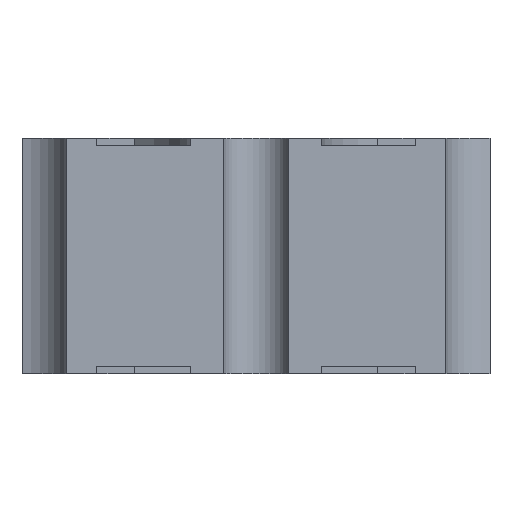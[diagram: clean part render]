
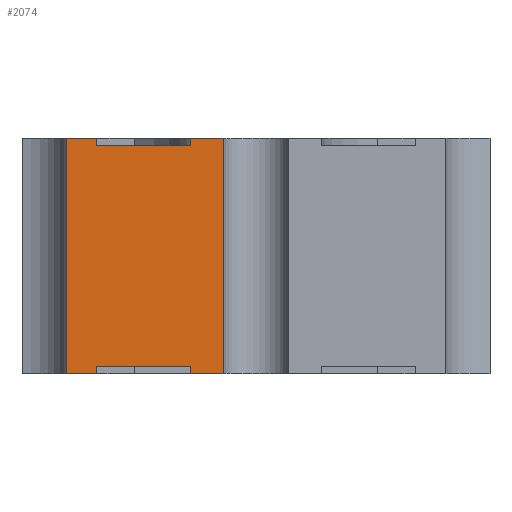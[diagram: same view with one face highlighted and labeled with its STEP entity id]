
A CAD part, left-side view. The second image highlights one B-rep face of the part: STEP entity #2074.
In plain terms, the highlighted planar face has unit normal (-1, 0, 0).
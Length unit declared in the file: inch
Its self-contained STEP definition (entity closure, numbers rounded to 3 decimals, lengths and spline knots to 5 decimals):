
#5 = EDGE_CURVE ( 'NONE', #3995, #5043, #3501, .T. ) ;
#31 = ORIENTED_EDGE ( 'NONE', *, *, #5, .T. ) ;
#33 = DIRECTION ( 'NONE',  ( 0., 0., 1. ) ) ;
#39 = CARTESIAN_POINT ( 'NONE',  ( -0.1, 0.0175, 0.061 ) ) ;
#108 = VECTOR ( 'NONE', #33, 39.37008 ) ;
#156 = DIRECTION ( 'NONE',  ( 0., 0., -1. ) ) ;
#180 = PLANE ( 'NONE',  #2427 ) ;
#233 = CARTESIAN_POINT ( 'NONE',  ( -0.1, 0.05072, 0.002 ) ) ;
#240 = LINE ( 'NONE', #1648, #6672 ) ;
#342 = VERTEX_POINT ( 'NONE', #4665 ) ;
#354 = ORIENTED_EDGE ( 'NONE', *, *, #6118, .T. ) ;
#719 = EDGE_CURVE ( 'NONE', #1944, #1191, #3330, .T. ) ;
#1086 = DIRECTION ( 'NONE',  ( 0., 0., 1. ) ) ;
#1133 = VERTEX_POINT ( 'NONE', #5383 ) ;
#1191 = VERTEX_POINT ( 'NONE', #2275 ) ;
#1245 = CARTESIAN_POINT ( 'NONE',  ( -0.1, 0.00865, 0. ) ) ;
#1429 = VECTOR ( 'NONE', #1550, 39.37008 ) ;
#1550 = DIRECTION ( 'NONE',  ( 0., 0., -1. ) ) ;
#1640 = LINE ( 'NONE', #233, #1429 ) ;
#1648 = CARTESIAN_POINT ( 'NONE',  ( -0.1, 0.0175, 0.002 ) ) ;
#1809 = VECTOR ( 'NONE', #6733, 39.37008 ) ;
#1913 = EDGE_LOOP ( 'NONE', ( #6724, #8620, #4967, #31, #6046, #7464, #6852, #8085, #354, #2981, #7906, #8218 ) ) ;
#1944 = VERTEX_POINT ( 'NONE', #39 ) ;
#2074 = ADVANCED_FACE ( 'NONE', ( #6423 ), #180, .F. ) ;
#2214 = EDGE_CURVE ( 'NONE', #3135, #342, #6544, .T. ) ;
#2275 = CARTESIAN_POINT ( 'NONE',  ( -0.1, 0.0175, 0.063 ) ) ;
#2321 = VECTOR ( 'NONE', #4924, 39.37008 ) ;
#2427 = AXIS2_PLACEMENT_3D ( 'NONE', #3476, #7632, #4234 ) ;
#2528 = CARTESIAN_POINT ( 'NONE',  ( -0.1, 0.0425, 0.061 ) ) ;
#2849 = LINE ( 'NONE', #3555, #5547 ) ;
#2966 = CARTESIAN_POINT ( 'NONE',  ( -0.1, 0.0175, 0.002 ) ) ;
#2981 = ORIENTED_EDGE ( 'NONE', *, *, #8104, .T. ) ;
#3135 = VERTEX_POINT ( 'NONE', #3244 ) ;
#3239 = EDGE_CURVE ( 'NONE', #5043, #3135, #1640, .T. ) ;
#3244 = CARTESIAN_POINT ( 'NONE',  ( -0.1, 0.05072, 0. ) ) ;
#3270 = CARTESIAN_POINT ( 'NONE',  ( -0.1, 0.0425, 0.002 ) ) ;
#3330 = LINE ( 'NONE', #3948, #108 ) ;
#3476 = CARTESIAN_POINT ( 'NONE',  ( -0.1, 0.00865, 0.002 ) ) ;
#3501 = LINE ( 'NONE', #6096, #5859 ) ;
#3555 = CARTESIAN_POINT ( 'NONE',  ( -0.1, -0.065, 0.061 ) ) ;
#3603 = LINE ( 'NONE', #6299, #7415 ) ;
#3681 = VERTEX_POINT ( 'NONE', #1245 ) ;
#3700 = VERTEX_POINT ( 'NONE', #2528 ) ;
#3933 = CARTESIAN_POINT ( 'NONE',  ( -0.1, 0.00865, 0. ) ) ;
#3942 = EDGE_CURVE ( 'NONE', #7156, #3681, #6990, .T. ) ;
#3948 = CARTESIAN_POINT ( 'NONE',  ( -0.1, 0.0175, 0.061 ) ) ;
#3995 = VERTEX_POINT ( 'NONE', #4378 ) ;
#4123 = CARTESIAN_POINT ( 'NONE',  ( -0.1, 0.0425, 0.002 ) ) ;
#4234 = DIRECTION ( 'NONE',  ( 0., 0., -1. ) ) ;
#4291 = EDGE_CURVE ( 'NONE', #7833, #1133, #240, .T. ) ;
#4378 = CARTESIAN_POINT ( 'NONE',  ( -0.1, 0.0425, 0.063 ) ) ;
#4655 = CARTESIAN_POINT ( 'NONE',  ( -0.1, 0.05072, 0.063 ) ) ;
#4665 = CARTESIAN_POINT ( 'NONE',  ( -0.1, 0.0425, 0. ) ) ;
#4924 = DIRECTION ( 'NONE',  ( 0., 0., -1. ) ) ;
#4963 = CARTESIAN_POINT ( 'NONE',  ( -0.1, 0.00865, 0.002 ) ) ;
#4967 = ORIENTED_EDGE ( 'NONE', *, *, #7038, .T. ) ;
#4991 = EDGE_CURVE ( 'NONE', #7156, #1191, #6555, .T. ) ;
#5043 = VERTEX_POINT ( 'NONE', #4655 ) ;
#5383 = CARTESIAN_POINT ( 'NONE',  ( -0.1, 0.0175, 0.002 ) ) ;
#5428 = VERTEX_POINT ( 'NONE', #7177 ) ;
#5510 = EDGE_CURVE ( 'NONE', #7833, #342, #6625, .T. ) ;
#5547 = VECTOR ( 'NONE', #6248, 39.37008 ) ;
#5659 = LINE ( 'NONE', #2966, #5836 ) ;
#5836 = VECTOR ( 'NONE', #156, 39.37008 ) ;
#5859 = VECTOR ( 'NONE', #6945, 39.37008 ) ;
#5972 = DIRECTION ( 'NONE',  ( 0., 0., -1. ) ) ;
#6046 = ORIENTED_EDGE ( 'NONE', *, *, #3239, .T. ) ;
#6096 = CARTESIAN_POINT ( 'NONE',  ( -0.1, -0.065, 0.063 ) ) ;
#6118 = EDGE_CURVE ( 'NONE', #1133, #5428, #5659, .T. ) ;
#6248 = DIRECTION ( 'NONE',  ( 0., 1., 0. ) ) ;
#6299 = CARTESIAN_POINT ( 'NONE',  ( -0.1, 0.0425, 0.061 ) ) ;
#6318 = DIRECTION ( 'NONE',  ( 0., -1., 0. ) ) ;
#6397 = VECTOR ( 'NONE', #5972, 39.37008 ) ;
#6423 = FACE_OUTER_BOUND ( 'NONE', #1913, .T. ) ;
#6544 = LINE ( 'NONE', #3933, #8009 ) ;
#6555 = LINE ( 'NONE', #6596, #1809 ) ;
#6596 = CARTESIAN_POINT ( 'NONE',  ( -0.1, -0.065, 0.063 ) ) ;
#6620 = DIRECTION ( 'NONE',  ( 0., -1., 0. ) ) ;
#6625 = LINE ( 'NONE', #3270, #6397 ) ;
#6672 = VECTOR ( 'NONE', #7685, 39.37008 ) ;
#6724 = ORIENTED_EDGE ( 'NONE', *, *, #719, .F. ) ;
#6733 = DIRECTION ( 'NONE',  ( 0., 1., 0. ) ) ;
#6852 = ORIENTED_EDGE ( 'NONE', *, *, #5510, .F. ) ;
#6890 = LINE ( 'NONE', #8260, #8515 ) ;
#6945 = DIRECTION ( 'NONE',  ( 0., 1., 0. ) ) ;
#6990 = LINE ( 'NONE', #4963, #2321 ) ;
#7038 = EDGE_CURVE ( 'NONE', #3700, #3995, #3603, .T. ) ;
#7156 = VERTEX_POINT ( 'NONE', #7486 ) ;
#7177 = CARTESIAN_POINT ( 'NONE',  ( -0.1, 0.0175, 0. ) ) ;
#7415 = VECTOR ( 'NONE', #1086, 39.37008 ) ;
#7464 = ORIENTED_EDGE ( 'NONE', *, *, #2214, .T. ) ;
#7486 = CARTESIAN_POINT ( 'NONE',  ( -0.1, 0.00865, 0.063 ) ) ;
#7632 = DIRECTION ( 'NONE',  ( 1., 0., 0. ) ) ;
#7685 = DIRECTION ( 'NONE',  ( 0., -1., 0. ) ) ;
#7791 = EDGE_CURVE ( 'NONE', #1944, #3700, #2849, .T. ) ;
#7833 = VERTEX_POINT ( 'NONE', #4123 ) ;
#7906 = ORIENTED_EDGE ( 'NONE', *, *, #3942, .F. ) ;
#8009 = VECTOR ( 'NONE', #6620, 39.37008 ) ;
#8085 = ORIENTED_EDGE ( 'NONE', *, *, #4291, .T. ) ;
#8104 = EDGE_CURVE ( 'NONE', #5428, #3681, #6890, .T. ) ;
#8218 = ORIENTED_EDGE ( 'NONE', *, *, #4991, .T. ) ;
#8260 = CARTESIAN_POINT ( 'NONE',  ( -0.1, 0.00865, 0. ) ) ;
#8515 = VECTOR ( 'NONE', #6318, 39.37008 ) ;
#8620 = ORIENTED_EDGE ( 'NONE', *, *, #7791, .T. ) ;
